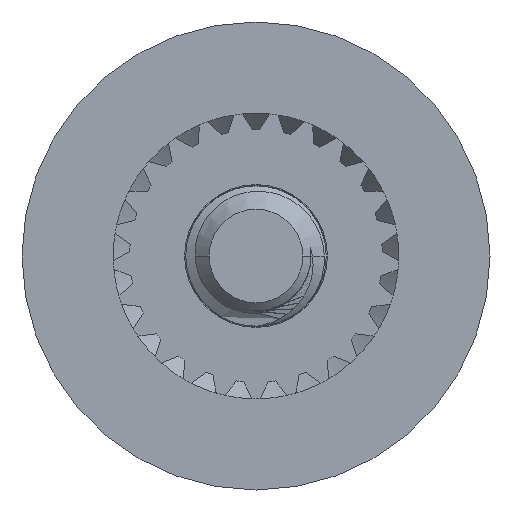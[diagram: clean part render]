
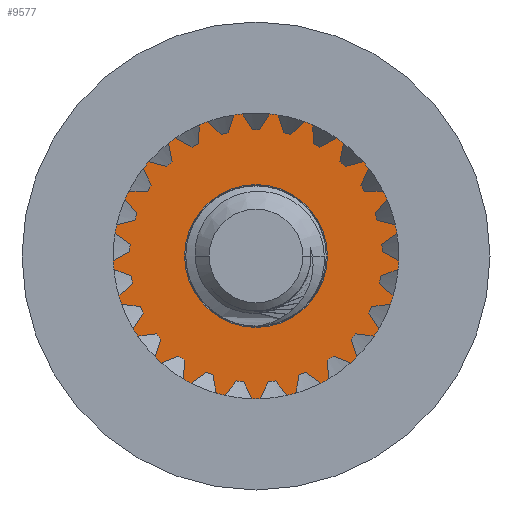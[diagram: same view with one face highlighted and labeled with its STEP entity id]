
A CAD part, front view. The second image highlights one B-rep face of the part: STEP entity #9577.
In plain terms, the highlighted planar face has unit normal (0, -1, 0).
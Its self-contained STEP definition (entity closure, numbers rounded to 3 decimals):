
#772 = VERTEX_POINT ( 'NONE', #26839 ) ;
#2584 = CARTESIAN_POINT ( 'NONE',  ( 0., 3.5, 0. ) ) ;
#3109 = ORIENTED_EDGE ( 'NONE', *, *, #7698, .F. ) ;
#3273 = DIRECTION ( 'NONE',  ( 0., 1., 0. ) ) ;
#3586 = CARTESIAN_POINT ( 'NONE',  ( 0., 3.5, -1.525 ) ) ;
#4085 = FACE_OUTER_BOUND ( 'NONE', #29346, .T. ) ;
#4910 = EDGE_CURVE ( 'NONE', #30907, #31825, #17951, .T. ) ;
#4928 = CARTESIAN_POINT ( 'NONE',  ( 0., 3.5, 1.525 ) ) ;
#5067 = CARTESIAN_POINT ( 'NONE',  ( 0., 3.5, 0. ) ) ;
#7698 = EDGE_CURVE ( 'NONE', #772, #22420, #16966, .T. ) ;
#8038 = CARTESIAN_POINT ( 'NONE',  ( 0., 3.5, 0. ) ) ;
#8221 = EDGE_LOOP ( 'NONE', ( #19509, #15357 ) ) ;
#9577 = ADVANCED_FACE ( 'NONE', ( #10271, #4085 ), #12891, .F. ) ;
#10271 = FACE_BOUND ( 'NONE', #8221, .T. ) ;
#10679 = AXIS2_PLACEMENT_3D ( 'NONE', #2584, #22247, #27507 ) ;
#10761 = CARTESIAN_POINT ( 'NONE',  ( 0., 3.5, 0. ) ) ;
#11079 = DIRECTION ( 'NONE',  ( 0., 1., 0. ) ) ;
#12891 = PLANE ( 'NONE',  #26408 ) ;
#13395 = ORIENTED_EDGE ( 'NONE', *, *, #25641, .F. ) ;
#13510 = DIRECTION ( 'NONE',  ( 0., 0., 1. ) ) ;
#15357 = ORIENTED_EDGE ( 'NONE', *, *, #16385, .T. ) ;
#16359 = CIRCLE ( 'NONE', #17977, 3.4 ) ;
#16385 = EDGE_CURVE ( 'NONE', #31825, #30907, #18530, .T. ) ;
#16480 = AXIS2_PLACEMENT_3D ( 'NONE', #5067, #22328, #24583 ) ;
#16966 = CIRCLE ( 'NONE', #16480, 3.4 ) ;
#17951 = CIRCLE ( 'NONE', #27121, 1.525 ) ;
#17977 = AXIS2_PLACEMENT_3D ( 'NONE', #23009, #25485, #13510 ) ;
#18353 = DIRECTION ( 'NONE',  ( 0., 0., 1. ) ) ;
#18530 = CIRCLE ( 'NONE', #10679, 1.525 ) ;
#19509 = ORIENTED_EDGE ( 'NONE', *, *, #4910, .T. ) ;
#20694 = CARTESIAN_POINT ( 'NONE',  ( 0., 3.5, 3.4 ) ) ;
#22247 = DIRECTION ( 'NONE',  ( 0., 1., 0. ) ) ;
#22328 = DIRECTION ( 'NONE',  ( 0., 1., 0. ) ) ;
#22420 = VERTEX_POINT ( 'NONE', #20694 ) ;
#23009 = CARTESIAN_POINT ( 'NONE',  ( 0., 3.5, 0. ) ) ;
#24583 = DIRECTION ( 'NONE',  ( 0., 0., 1. ) ) ;
#25293 = DIRECTION ( 'NONE',  ( 0., 0., 1. ) ) ;
#25485 = DIRECTION ( 'NONE',  ( 0., 1., 0. ) ) ;
#25641 = EDGE_CURVE ( 'NONE', #22420, #772, #16359, .T. ) ;
#26408 = AXIS2_PLACEMENT_3D ( 'NONE', #8038, #3273, #25293 ) ;
#26839 = CARTESIAN_POINT ( 'NONE',  ( 0., 3.5, -3.4 ) ) ;
#27121 = AXIS2_PLACEMENT_3D ( 'NONE', #10761, #11079, #18353 ) ;
#27507 = DIRECTION ( 'NONE',  ( 0., 0., 1. ) ) ;
#29346 = EDGE_LOOP ( 'NONE', ( #3109, #13395 ) ) ;
#30907 = VERTEX_POINT ( 'NONE', #3586 ) ;
#31825 = VERTEX_POINT ( 'NONE', #4928 ) ;
